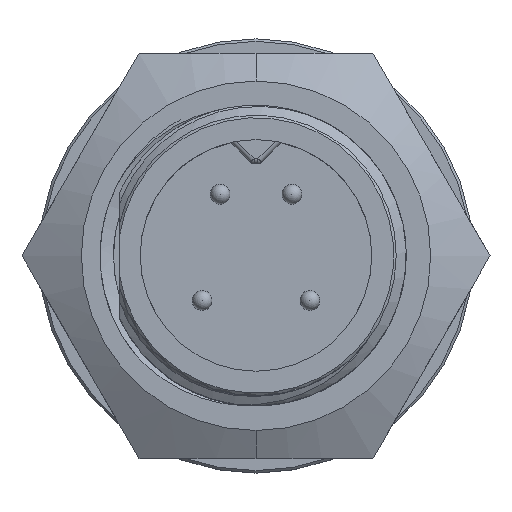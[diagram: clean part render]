
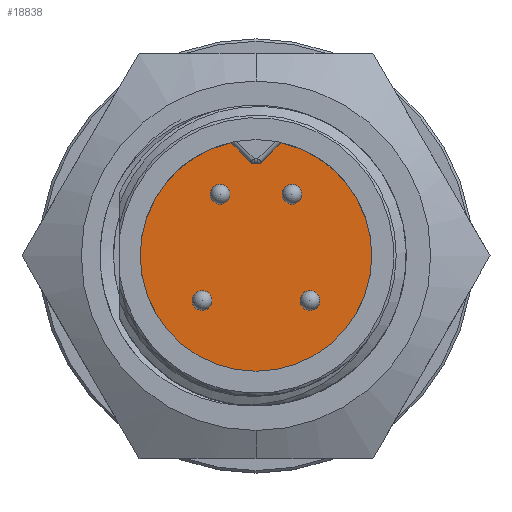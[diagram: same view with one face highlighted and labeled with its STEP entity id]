
A CAD part, top view. The second image highlights one B-rep face of the part: STEP entity #18838.
In plain terms, the highlighted planar face has unit normal (0, 0, 1).
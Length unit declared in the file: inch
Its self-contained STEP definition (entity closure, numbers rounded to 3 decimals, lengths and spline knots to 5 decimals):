
#219 = EDGE_LOOP ( 'NONE', ( #2293, #4327 ) ) ;
#291 = DIRECTION ( 'NONE',  ( 0., 0., -1. ) ) ;
#445 = VERTEX_POINT ( 'NONE', #10872 ) ;
#500 = ORIENTED_EDGE ( 'NONE', *, *, #19960, .T. ) ;
#942 = LINE ( 'NONE', #19337, #20065 ) ;
#952 = VERTEX_POINT ( 'NONE', #17367 ) ;
#1039 = ORIENTED_EDGE ( 'NONE', *, *, #4813, .T. ) ;
#1135 = AXIS2_PLACEMENT_3D ( 'NONE', #8184, #21081, #10055 ) ;
#1172 = CIRCLE ( 'NONE', #18816, 0.01 ) ;
#1203 = CIRCLE ( 'NONE', #14825, 0.01975 ) ;
#1223 = FACE_OUTER_BOUND ( 'NONE', #21913, .T. ) ;
#1378 = ORIENTED_EDGE ( 'NONE', *, *, #4717, .F. ) ;
#1458 = CIRCLE ( 'NONE', #1135, 0.01975 ) ;
#1481 = LINE ( 'NONE', #20108, #15769 ) ;
#1516 = DIRECTION ( 'NONE',  ( 0., 0., -1. ) ) ;
#1566 = VERTEX_POINT ( 'NONE', #19378 ) ;
#1787 = CIRCLE ( 'NONE', #2841, 0.01975 ) ;
#1955 = DIRECTION ( 'NONE',  ( 0., 0., 1. ) ) ;
#2148 = DIRECTION ( 'NONE',  ( 0., 0., -1. ) ) ;
#2293 = ORIENTED_EDGE ( 'NONE', *, *, #12348, .T. ) ;
#2707 = DIRECTION ( 'NONE',  ( 0., 0., -1. ) ) ;
#2780 = CARTESIAN_POINT ( 'NONE',  ( 0., 0., 0.06 ) ) ;
#2841 = AXIS2_PLACEMENT_3D ( 'NONE', #13312, #2148, #15178 ) ;
#2859 = DIRECTION ( 'NONE',  ( 1., 0., 0. ) ) ;
#3378 = EDGE_LOOP ( 'NONE', ( #23934, #1039 ) ) ;
#3385 = ORIENTED_EDGE ( 'NONE', *, *, #16414, .T. ) ;
#3576 = ORIENTED_EDGE ( 'NONE', *, *, #12917, .T. ) ;
#4096 = DIRECTION ( 'NONE',  ( 0., 0., -1. ) ) ;
#4170 = CARTESIAN_POINT ( 'NONE',  ( 0., -0.232, 0.06 ) ) ;
#4327 = ORIENTED_EDGE ( 'NONE', *, *, #9235, .T. ) ;
#4649 = DIRECTION ( 'NONE',  ( 0., 1., 0. ) ) ;
#4717 = EDGE_CURVE ( 'NONE', #445, #23774, #1172, .T. ) ;
#4725 = CIRCLE ( 'NONE', #22038, 0.232 ) ;
#4813 = EDGE_CURVE ( 'NONE', #6840, #15395, #11087, .T. ) ;
#5052 = VERTEX_POINT ( 'NONE', #21808 ) ;
#5504 = CIRCLE ( 'NONE', #14699, 0.01975 ) ;
#6189 = FACE_BOUND ( 'NONE', #23593, .T. ) ;
#6358 = DIRECTION ( 'NONE',  ( 0., 0., 1. ) ) ;
#6564 = CARTESIAN_POINT ( 'NONE',  ( 0., 0., 0.06 ) ) ;
#6840 = VERTEX_POINT ( 'NONE', #18987 ) ;
#7202 = DIRECTION ( 'NONE',  ( -0.707, -0.707, 0. ) ) ;
#7647 = DIRECTION ( 'NONE',  ( 0., 0., -1. ) ) ;
#8184 = CARTESIAN_POINT ( 'NONE',  ( 0.072, 0.123, 0.06 ) ) ;
#8263 = EDGE_CURVE ( 'NONE', #5052, #21939, #1203, .T. ) ;
#8506 = CIRCLE ( 'NONE', #14368, 0.01975 ) ;
#9016 = ORIENTED_EDGE ( 'NONE', *, *, #10574, .T. ) ;
#9058 = ORIENTED_EDGE ( 'NONE', *, *, #15593, .F. ) ;
#9079 = VECTOR ( 'NONE', #9818, 39.37008 ) ;
#9162 = ORIENTED_EDGE ( 'NONE', *, *, #12849, .T. ) ;
#9235 = EDGE_CURVE ( 'NONE', #14034, #21162, #8506, .T. ) ;
#9399 = CARTESIAN_POINT ( 'NONE',  ( -0.00386, 0.194, 0.06 ) ) ;
#9480 = CARTESIAN_POINT ( 'NONE',  ( 0.072, 0.123, 0.06 ) ) ;
#9774 = AXIS2_PLACEMENT_3D ( 'NONE', #11481, #291, #13321 ) ;
#9812 = CARTESIAN_POINT ( 'NONE',  ( -0.09175, 0.123, 0.06 ) ) ;
#9818 = DIRECTION ( 'NONE',  ( -1., 0., 0. ) ) ;
#10055 = DIRECTION ( 'NONE',  ( 0., -1., 0. ) ) ;
#10214 = EDGE_LOOP ( 'NONE', ( #12462, #16461 ) ) ;
#10574 = EDGE_CURVE ( 'NONE', #15450, #12567, #4725, .T. ) ;
#10872 = CARTESIAN_POINT ( 'NONE',  ( -0.01093, 0.18693, 0.06 ) ) ;
#11087 = CIRCLE ( 'NONE', #22478, 0.01975 ) ;
#11143 = FACE_BOUND ( 'NONE', #10214, .T. ) ;
#11259 = DIRECTION ( 'NONE',  ( 0., 1., 0. ) ) ;
#11341 = DIRECTION ( 'NONE',  ( 0., -1., 0. ) ) ;
#11481 = CARTESIAN_POINT ( 'NONE',  ( -0.108, -0.09, 0.06 ) ) ;
#11618 = AXIS2_PLACEMENT_3D ( 'NONE', #13880, #2707, #15735 ) ;
#11705 = EDGE_CURVE ( 'NONE', #445, #15450, #942, .T. ) ;
#11994 = CARTESIAN_POINT ( 'NONE',  ( 0.108, -0.07025, 0.06 ) ) ;
#12018 = CIRCLE ( 'NONE', #11618, 0.01975 ) ;
#12183 = PLANE ( 'NONE',  #19052 ) ;
#12348 = EDGE_CURVE ( 'NONE', #21162, #14034, #1787, .T. ) ;
#12462 = ORIENTED_EDGE ( 'NONE', *, *, #16335, .T. ) ;
#12567 = VERTEX_POINT ( 'NONE', #4170 ) ;
#12573 = CIRCLE ( 'NONE', #18700, 0.232 ) ;
#12675 = CARTESIAN_POINT ( 'NONE',  ( -0.108, -0.09, 0.06 ) ) ;
#12849 = EDGE_CURVE ( 'NONE', #13139, #14427, #12018, .T. ) ;
#12917 = EDGE_CURVE ( 'NONE', #12567, #16728, #12573, .T. ) ;
#13125 = CARTESIAN_POINT ( 'NONE',  ( 0., 0., 0.06 ) ) ;
#13139 = VERTEX_POINT ( 'NONE', #23619 ) ;
#13312 = CARTESIAN_POINT ( 'NONE',  ( -0.072, 0.123, 0.06 ) ) ;
#13321 = DIRECTION ( 'NONE',  ( 0., -1., 0. ) ) ;
#13758 = CARTESIAN_POINT ( 'NONE',  ( -0.00386, 0.184, 0.06 ) ) ;
#13880 = CARTESIAN_POINT ( 'NONE',  ( 0.108, -0.09, 0.06 ) ) ;
#13992 = CIRCLE ( 'NONE', #17677, 0.01 ) ;
#14034 = VERTEX_POINT ( 'NONE', #9812 ) ;
#14040 = DIRECTION ( 'NONE',  ( 0., 0., 1. ) ) ;
#14245 = EDGE_CURVE ( 'NONE', #15395, #6840, #1458, .T. ) ;
#14368 = AXIS2_PLACEMENT_3D ( 'NONE', #18710, #7647, #20546 ) ;
#14427 = VERTEX_POINT ( 'NONE', #11994 ) ;
#14540 = DIRECTION ( 'NONE',  ( 0., -1., 0. ) ) ;
#14617 = ORIENTED_EDGE ( 'NONE', *, *, #11705, .T. ) ;
#14699 = AXIS2_PLACEMENT_3D ( 'NONE', #15270, #4096, #17155 ) ;
#14825 = AXIS2_PLACEMENT_3D ( 'NONE', #12675, #1516, #14540 ) ;
#14991 = DIRECTION ( 'NONE',  ( 0., 1., 0. ) ) ;
#15178 = DIRECTION ( 'NONE',  ( 1., 0., 0. ) ) ;
#15270 = CARTESIAN_POINT ( 'NONE',  ( 0.108, -0.09, 0.06 ) ) ;
#15395 = VERTEX_POINT ( 'NONE', #21975 ) ;
#15450 = VERTEX_POINT ( 'NONE', #20924 ) ;
#15480 = FACE_BOUND ( 'NONE', #219, .T. ) ;
#15593 = EDGE_CURVE ( 'NONE', #952, #1566, #13992, .T. ) ;
#15646 = DIRECTION ( 'NONE',  ( -0.707, 0.707, 0. ) ) ;
#15735 = DIRECTION ( 'NONE',  ( 0., -1., 0. ) ) ;
#15769 = VECTOR ( 'NONE', #7202, 39.37008 ) ;
#15822 = DIRECTION ( 'NONE',  ( 0., 0., 1. ) ) ;
#16335 = EDGE_CURVE ( 'NONE', #21939, #5052, #20893, .T. ) ;
#16414 = EDGE_CURVE ( 'NONE', #14427, #13139, #5504, .T. ) ;
#16461 = ORIENTED_EDGE ( 'NONE', *, *, #8263, .T. ) ;
#16728 = VERTEX_POINT ( 'NONE', #22931 ) ;
#17155 = DIRECTION ( 'NONE',  ( 0., -1., 0. ) ) ;
#17367 = CARTESIAN_POINT ( 'NONE',  ( 0.00386, 0.184, 0.06 ) ) ;
#17500 = CARTESIAN_POINT ( 'NONE',  ( 0.00386, 0.194, 0.06 ) ) ;
#17677 = AXIS2_PLACEMENT_3D ( 'NONE', #17500, #6358, #19300 ) ;
#17923 = ORIENTED_EDGE ( 'NONE', *, *, #19254, .T. ) ;
#18700 = AXIS2_PLACEMENT_3D ( 'NONE', #2780, #15822, #4649 ) ;
#18710 = CARTESIAN_POINT ( 'NONE',  ( -0.072, 0.123, 0.06 ) ) ;
#18816 = AXIS2_PLACEMENT_3D ( 'NONE', #9399, #22250, #11259 ) ;
#18838 = ADVANCED_FACE ( 'NONE', ( #1223, #20353, #6189, #11143, #15480 ), #12183, .T. ) ;
#18987 = CARTESIAN_POINT ( 'NONE',  ( 0.072, 0.14275, 0.06 ) ) ;
#19052 = AXIS2_PLACEMENT_3D ( 'NONE', #6564, #14040, #2859 ) ;
#19254 = EDGE_CURVE ( 'NONE', #16728, #1566, #1481, .T. ) ;
#19300 = DIRECTION ( 'NONE',  ( 0., 1., 0. ) ) ;
#19337 = CARTESIAN_POINT ( 'NONE',  ( -0.01093, 0.18693, 0.06 ) ) ;
#19378 = CARTESIAN_POINT ( 'NONE',  ( 0.01093, 0.18693, 0.06 ) ) ;
#19960 = EDGE_CURVE ( 'NONE', #952, #23774, #22027, .T. ) ;
#20065 = VECTOR ( 'NONE', #15646, 39.37008 ) ;
#20108 = CARTESIAN_POINT ( 'NONE',  ( 0.05045, 0.22645, 0.06 ) ) ;
#20353 = FACE_BOUND ( 'NONE', #3378, .T. ) ;
#20546 = DIRECTION ( 'NONE',  ( 1., 0., 0. ) ) ;
#20854 = CARTESIAN_POINT ( 'NONE',  ( 0.008, 0.184, 0.06 ) ) ;
#20893 = CIRCLE ( 'NONE', #9774, 0.01975 ) ;
#20924 = CARTESIAN_POINT ( 'NONE',  ( -0.05045, 0.22645, 0.06 ) ) ;
#21081 = DIRECTION ( 'NONE',  ( 0., 0., -1. ) ) ;
#21162 = VERTEX_POINT ( 'NONE', #23470 ) ;
#21551 = CARTESIAN_POINT ( 'NONE',  ( -0.108, -0.10975, 0.06 ) ) ;
#21808 = CARTESIAN_POINT ( 'NONE',  ( -0.108, -0.07025, 0.06 ) ) ;
#21913 = EDGE_LOOP ( 'NONE', ( #9016, #3576, #17923, #9058, #500, #1378, #14617 ) ) ;
#21939 = VERTEX_POINT ( 'NONE', #21551 ) ;
#21975 = CARTESIAN_POINT ( 'NONE',  ( 0.072, 0.10325, 0.06 ) ) ;
#22027 = LINE ( 'NONE', #20854, #9079 ) ;
#22038 = AXIS2_PLACEMENT_3D ( 'NONE', #13125, #1955, #14991 ) ;
#22250 = DIRECTION ( 'NONE',  ( 0., 0., 1. ) ) ;
#22334 = DIRECTION ( 'NONE',  ( 0., 0., -1. ) ) ;
#22478 = AXIS2_PLACEMENT_3D ( 'NONE', #9480, #22334, #11341 ) ;
#22931 = CARTESIAN_POINT ( 'NONE',  ( 0.05045, 0.22645, 0.06 ) ) ;
#23470 = CARTESIAN_POINT ( 'NONE',  ( -0.05225, 0.123, 0.06 ) ) ;
#23593 = EDGE_LOOP ( 'NONE', ( #9162, #3385 ) ) ;
#23619 = CARTESIAN_POINT ( 'NONE',  ( 0.108, -0.10975, 0.06 ) ) ;
#23774 = VERTEX_POINT ( 'NONE', #13758 ) ;
#23934 = ORIENTED_EDGE ( 'NONE', *, *, #14245, .T. ) ;
